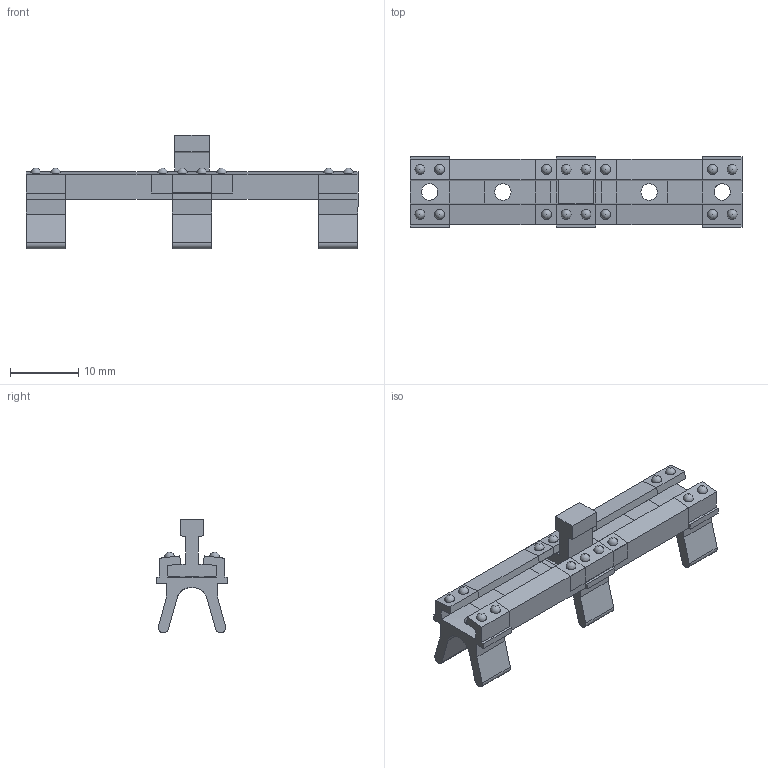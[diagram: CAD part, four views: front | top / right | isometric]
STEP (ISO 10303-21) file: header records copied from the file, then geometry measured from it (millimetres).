
FILE_DESCRIPTION(/* description */ (''),/* implementation_level */ '2;1');
FILE_NAME(/* name */ 'Rail Clip - Isolator Triple with Mounting Holes.step',/* time_stamp */ '2023-01-15T17:26:56-08:00',/* author */ (''),/* organization */ (''),/* preprocessor_version */ 'ST-DEVELOPER v19.2',/* originating_system */ 'Autodesk Translation Framework v11.17.0.187',/* authorisation */ '');
FILE_SCHEMA (('AUTOMOTIVE_DESIGN { 1 0 10303 214 3 1 1 }'));
Length unit declared in the file: millimetre
Products named in the file (4): Isolator Assembly; Rail Clip v5; Rail Clip v5 (1); Rail Clip - Extended
Assembly tree (3 placements, depth 2):
  Isolator Assembly
    Rail Clip v5
    Rail Clip v5 (1)
    Rail Clip - Extended
Bounding box: 48.8 x 10.4 x 16.7 mm (x, y, z)
Volume: 1998.6 mm3; surface area: 3888.8 mm2
Topology: 6 solids, 6 shells, 242 faces, 668 edges, 438 vertices
Faces by surface type: plane 175, cylinder 26, sphere 24, bspline 17
Full cylindrical faces by diameter (mm): 2.4 x7, 4.4 x3
Entity records: 8841 total; most frequent: CARTESIAN_POINT 2756, ORIENTED_EDGE 1288, DIRECTION 1154, EDGE_CURVE 644, LINE 504, VECTOR 504, VERTEX_POINT 438, AXIS2_PLACEMENT_3D 325
